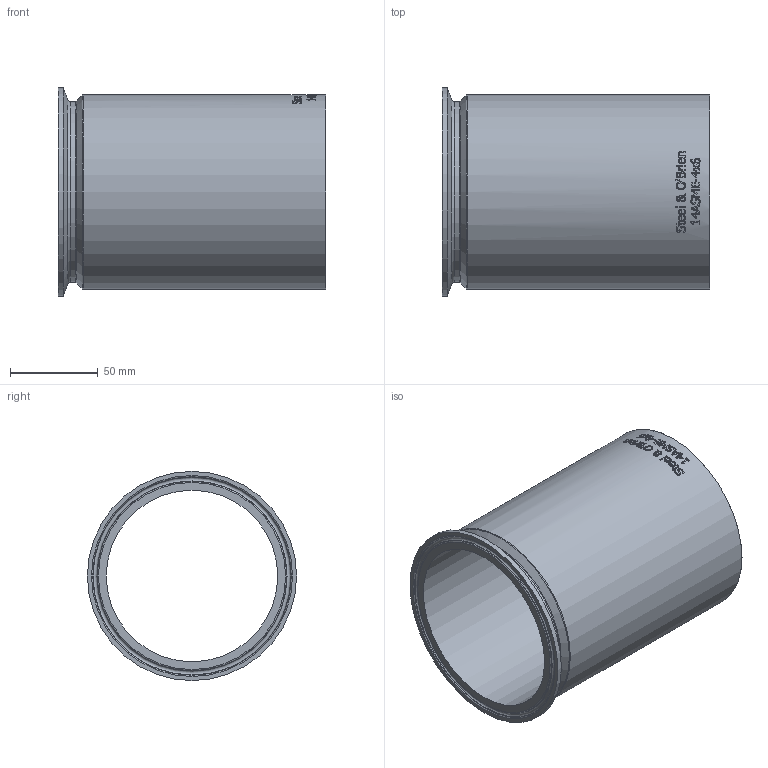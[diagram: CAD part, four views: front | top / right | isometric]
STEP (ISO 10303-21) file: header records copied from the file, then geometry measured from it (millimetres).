
FILE_DESCRIPTION(/* description */ (''),/* implementation_level */ '2;1');
FILE_NAME(/* name */ '14ASME-4X6.stp',/* time_stamp */ '2021-09-22T16:45:28-04:00',/* author */ ('rick'),/* organization */ (''),/* preprocessor_version */ 'ST-DEVELOPER v18',/* originating_system */ 'Autodesk Inventor 2020',/* authorisation */ '');
FILE_SCHEMA (('AUTOMOTIVE_DESIGN { 1 0 10303 214 3 1 1 }'));
Length unit declared in the file: inch
Products named in the file (1): 14ASME-4X6
Bounding box: 152.4 x 118.92 x 118.92 mm (x, y, z)
Volume: 318019.6 mm3; surface area: 108191 mm2
Topology: 1 solids, 1 shells, 386 faces, 1059 edges, 712 vertices
Faces by surface type: plane 179, bspline 155, cylinder 40, torus 8, cone 4
Full cylindrical faces by diameter (mm): 97.536 x1, 102.87 x1, 110.49 x1, 118.923 x1
Entity records: 15578 total; most frequent: CARTESIAN_POINT 6458, ORIENTED_EDGE 2118, DIRECTION 1489, EDGE_CURVE 1059, VERTEX_POINT 712, AXIS2_PLACEMENT_3D 508, LINE 473, VECTOR 473
